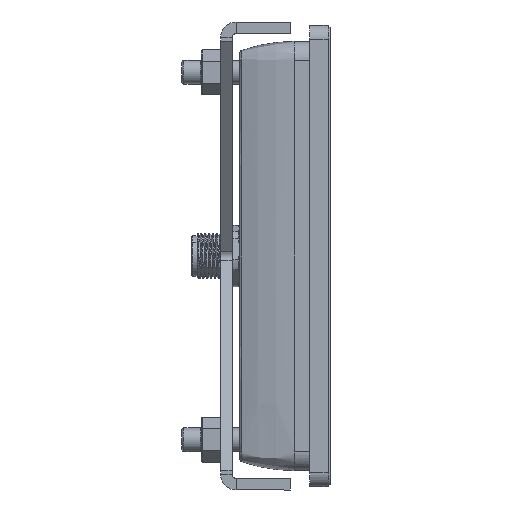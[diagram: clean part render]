
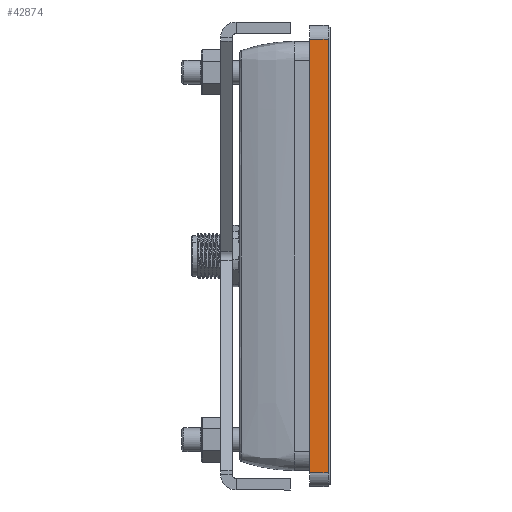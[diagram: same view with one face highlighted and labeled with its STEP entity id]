
A CAD part, left-side view. The second image highlights one B-rep face of the part: STEP entity #42874.
In plain terms, the highlighted planar face has unit normal (-1, 0, 0).
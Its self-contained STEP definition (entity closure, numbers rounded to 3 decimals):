
#1094 = VERTEX_POINT ( 'NONE', #14606 ) ;
#9013 = LINE ( 'NONE', #43361, #61800 ) ;
#9981 = LINE ( 'NONE', #14336, #47559 ) ;
#14336 = CARTESIAN_POINT ( 'NONE',  ( -24.567, 95.268, 79.031 ) ) ;
#14431 = PLANE ( 'NONE',  #57992 ) ;
#14606 = CARTESIAN_POINT ( 'NONE',  ( -24.567, 95.268, 79.031 ) ) ;
#18915 = VERTEX_POINT ( 'NONE', #53348 ) ;
#19488 = DIRECTION ( 'NONE',  ( 0., 0., 1. ) ) ;
#22627 = CARTESIAN_POINT ( 'NONE',  ( -24.567, 96.268, 79.031 ) ) ;
#23054 = DIRECTION ( 'NONE',  ( 0., 0., -1. ) ) ;
#24723 = LINE ( 'NONE', #22627, #38327 ) ;
#26460 = CARTESIAN_POINT ( 'NONE',  ( -24.567, 100.068, 191.031 ) ) ;
#27682 = EDGE_CURVE ( 'NONE', #51445, #52534, #29004, .T. ) ;
#29004 = LINE ( 'NONE', #55347, #56254 ) ;
#30013 = CARTESIAN_POINT ( 'NONE',  ( -24.567, 96.268, 79.031 ) ) ;
#32008 = EDGE_CURVE ( 'NONE', #52534, #18915, #9013, .T. ) ;
#35172 = DIRECTION ( 'NONE',  ( 0., 0., 1. ) ) ;
#38327 = VECTOR ( 'NONE', #53290, 1000. ) ;
#39711 = EDGE_CURVE ( 'NONE', #1094, #51445, #9981, .T. ) ;
#40924 = ORIENTED_EDGE ( 'NONE', *, *, #65558, .F. ) ;
#42874 = ADVANCED_FACE ( 'NONE', ( #43894 ), #14431, .T. ) ;
#43361 = CARTESIAN_POINT ( 'NONE',  ( -24.567, 100.068, 135.031 ) ) ;
#43894 = FACE_OUTER_BOUND ( 'NONE', #53986, .T. ) ;
#44556 = ORIENTED_EDGE ( 'NONE', *, *, #32008, .T. ) ;
#47559 = VECTOR ( 'NONE', #19488, 1000. ) ;
#51445 = VERTEX_POINT ( 'NONE', #65746 ) ;
#52534 = VERTEX_POINT ( 'NONE', #26460 ) ;
#53290 = DIRECTION ( 'NONE',  ( 0., 1., 0. ) ) ;
#53348 = CARTESIAN_POINT ( 'NONE',  ( -24.567, 100.068, 79.031 ) ) ;
#53986 = EDGE_LOOP ( 'NONE', ( #40924, #64671, #63304, #44556 ) ) ;
#55347 = CARTESIAN_POINT ( 'NONE',  ( -24.567, 96.268, 191.031 ) ) ;
#56254 = VECTOR ( 'NONE', #60054, 1000. ) ;
#57992 = AXIS2_PLACEMENT_3D ( 'NONE', #30013, #65848, #35172 ) ;
#60054 = DIRECTION ( 'NONE',  ( 0., 1., 0. ) ) ;
#61800 = VECTOR ( 'NONE', #23054, 1000. ) ;
#63304 = ORIENTED_EDGE ( 'NONE', *, *, #27682, .T. ) ;
#64671 = ORIENTED_EDGE ( 'NONE', *, *, #39711, .T. ) ;
#65558 = EDGE_CURVE ( 'NONE', #1094, #18915, #24723, .T. ) ;
#65746 = CARTESIAN_POINT ( 'NONE',  ( -24.567, 95.268, 191.031 ) ) ;
#65848 = DIRECTION ( 'NONE',  ( -1., 0., 0. ) ) ;
